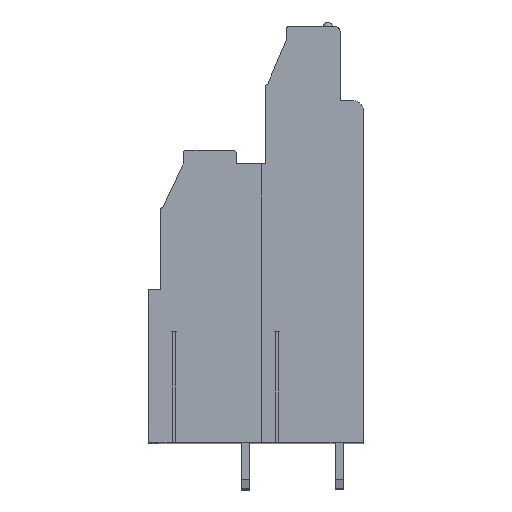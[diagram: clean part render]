
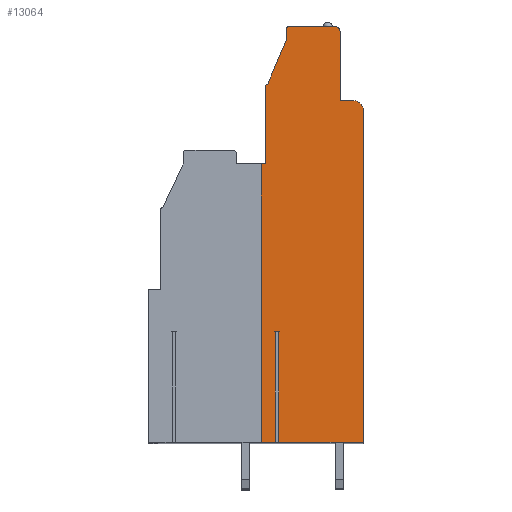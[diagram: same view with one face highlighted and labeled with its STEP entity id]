
A CAD part, top view. The second image highlights one B-rep face of the part: STEP entity #13064.
In plain terms, the highlighted planar face has unit normal (0, 0, 1).
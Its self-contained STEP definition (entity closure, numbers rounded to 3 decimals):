
#13=DIRECTION('',(1.,0.,0.));
#14=VECTOR('',#13,0.38);
#15=CARTESIAN_POINT('',(1.01,-18.05,68.58));
#16=LINE('',#15,#14);
#17=DIRECTION('',(0.,1.,0.));
#18=VECTOR('',#17,11.95);
#19=CARTESIAN_POINT('',(1.01,-30.,68.58));
#20=LINE('',#19,#18);
#21=DIRECTION('',(1.,0.,0.));
#22=VECTOR('',#21,1.51);
#23=CARTESIAN_POINT('',(-0.5,-30.,68.58));
#24=LINE('',#23,#22);
#25=DIRECTION('',(0.,1.,0.));
#26=VECTOR('',#25,30.);
#27=CARTESIAN_POINT('',(-0.5,-30.,68.58));
#28=LINE('',#27,#26);
#29=DIRECTION('',(-1.,0.,0.));
#30=VECTOR('',#29,0.5);
#31=CARTESIAN_POINT('',(0.,0.,68.58));
#32=LINE('',#31,#30);
#33=DIRECTION('',(0.,-1.,0.));
#34=VECTOR('',#33,8.4);
#35=CARTESIAN_POINT('',(0.,8.4,68.58));
#36=LINE('',#35,#34);
#37=CARTESIAN_POINT('',(0.2,8.4,68.58));
#38=DIRECTION('',(0.,0.,1.));
#39=DIRECTION('',(0.,1.,0.));
#40=AXIS2_PLACEMENT_3D('',#37,#38,#39);
#42=DIRECTION('',(-0.392,-0.92,0.));
#43=VECTOR('',#42,5.108);
#44=CARTESIAN_POINT('',(2.2,13.3,68.58));
#45=LINE('',#44,#43);
#46=DIRECTION('',(0.,-1.,0.));
#47=VECTOR('',#46,1.2);
#48=CARTESIAN_POINT('',(2.2,14.5,68.58));
#49=LINE('',#48,#47);
#50=CARTESIAN_POINT('',(2.5,14.5,68.58));
#51=DIRECTION('',(0.,0.,1.));
#52=DIRECTION('',(0.,1.,0.));
#53=AXIS2_PLACEMENT_3D('',#50,#51,#52);
#55=DIRECTION('',(-1.,0.,0.));
#56=VECTOR('',#55,5.);
#57=CARTESIAN_POINT('',(7.5,14.8,68.58));
#58=LINE('',#57,#56);
#59=CARTESIAN_POINT('',(7.5,14.3,68.58));
#60=DIRECTION('',(0.,0.,1.));
#61=DIRECTION('',(1.,0.,0.));
#62=AXIS2_PLACEMENT_3D('',#59,#60,#61);
#64=DIRECTION('',(0.,1.,0.));
#65=VECTOR('',#64,7.5);
#66=CARTESIAN_POINT('',(8.,6.8,68.58));
#67=LINE('',#66,#65);
#68=DIRECTION('',(-1.,0.,0.));
#69=VECTOR('',#68,1.5);
#70=CARTESIAN_POINT('',(9.5,6.8,68.58));
#71=LINE('',#70,#69);
#72=CARTESIAN_POINT('',(9.5,5.8,68.58));
#73=DIRECTION('',(0.,0.,1.));
#74=DIRECTION('',(1.,0.,0.));
#75=AXIS2_PLACEMENT_3D('',#72,#73,#74);
#77=DIRECTION('',(0.,1.,0.));
#78=VECTOR('',#77,35.8);
#79=CARTESIAN_POINT('',(10.5,-30.,68.58));
#80=LINE('',#79,#78);
#81=DIRECTION('',(1.,0.,0.));
#82=VECTOR('',#81,9.11);
#83=CARTESIAN_POINT('',(1.39,-30.,68.58));
#84=LINE('',#83,#82);
#85=DIRECTION('',(0.,1.,0.));
#86=VECTOR('',#85,11.95);
#87=CARTESIAN_POINT('',(1.39,-30.,68.58));
#88=LINE('',#87,#86);
#10035=CARTESIAN_POINT('',(10.5,-30.,68.58));
#10036=CARTESIAN_POINT('',(10.5,5.8,68.58));
#10037=VERTEX_POINT('',#10035);
#10038=VERTEX_POINT('',#10036);
#10039=CARTESIAN_POINT('',(9.5,6.8,68.58));
#10040=VERTEX_POINT('',#10039);
#10041=CARTESIAN_POINT('',(8.,6.8,68.58));
#10042=VERTEX_POINT('',#10041);
#10043=CARTESIAN_POINT('',(8.,14.3,68.58));
#10044=VERTEX_POINT('',#10043);
#10045=CARTESIAN_POINT('',(7.5,14.8,68.58));
#10046=VERTEX_POINT('',#10045);
#10047=CARTESIAN_POINT('',(2.5,14.8,68.58));
#10048=VERTEX_POINT('',#10047);
#10049=CARTESIAN_POINT('',(2.2,14.5,68.58));
#10050=VERTEX_POINT('',#10049);
#10051=CARTESIAN_POINT('',(2.2,13.3,68.58));
#10052=VERTEX_POINT('',#10051);
#10053=CARTESIAN_POINT('',(0.2,8.6,68.58));
#10054=VERTEX_POINT('',#10053);
#10055=CARTESIAN_POINT('',(0.,8.4,68.58));
#10056=VERTEX_POINT('',#10055);
#10057=CARTESIAN_POINT('',(0.,0.,68.58));
#10058=VERTEX_POINT('',#10057);
#10083=CARTESIAN_POINT('',(-0.5,-30.,68.58));
#10084=CARTESIAN_POINT('',(-0.5,0.,68.58));
#10085=VERTEX_POINT('',#10083);
#10086=VERTEX_POINT('',#10084);
#10167=CARTESIAN_POINT('',(1.01,-18.05,68.58));
#10168=CARTESIAN_POINT('',(1.39,-18.05,68.58));
#10169=VERTEX_POINT('',#10167);
#10170=VERTEX_POINT('',#10168);
#10171=CARTESIAN_POINT('',(1.01,-30.,68.58));
#10172=VERTEX_POINT('',#10171);
#10173=CARTESIAN_POINT('',(1.39,-30.,68.58));
#10174=VERTEX_POINT('',#10173);
#13021=CARTESIAN_POINT('',(0.,0.,68.58));
#13022=DIRECTION('',(0.,0.,1.));
#13023=DIRECTION('',(1.,0.,0.));
#13024=AXIS2_PLACEMENT_3D('',#13021,#13022,#13023);
#13025=PLANE('',#13024);
#13027=ORIENTED_EDGE('',*,*,#13026,.F.);
#13029=ORIENTED_EDGE('',*,*,#13028,.F.);
#13031=ORIENTED_EDGE('',*,*,#13030,.F.);
#13033=ORIENTED_EDGE('',*,*,#13032,.T.);
#13035=ORIENTED_EDGE('',*,*,#13034,.F.);
#13037=ORIENTED_EDGE('',*,*,#13036,.F.);
#13039=ORIENTED_EDGE('',*,*,#13038,.F.);
#13041=ORIENTED_EDGE('',*,*,#13040,.F.);
#13043=ORIENTED_EDGE('',*,*,#13042,.F.);
#13045=ORIENTED_EDGE('',*,*,#13044,.F.);
#13047=ORIENTED_EDGE('',*,*,#13046,.F.);
#13049=ORIENTED_EDGE('',*,*,#13048,.F.);
#13051=ORIENTED_EDGE('',*,*,#13050,.F.);
#13053=ORIENTED_EDGE('',*,*,#13052,.F.);
#13055=ORIENTED_EDGE('',*,*,#13054,.F.);
#13057=ORIENTED_EDGE('',*,*,#13056,.F.);
#13059=ORIENTED_EDGE('',*,*,#13058,.F.);
#13061=ORIENTED_EDGE('',*,*,#13060,.T.);
#13062=EDGE_LOOP('',(#13027,#13029,#13031,#13033,#13035,#13037,#13039,#13041,
#13043,#13045,#13047,#13049,#13051,#13053,#13055,#13057,#13059,#13061));
#13063=FACE_OUTER_BOUND('',#13062,.F.);
#41=CIRCLE('',#40,0.2);
#54=CIRCLE('',#53,0.3);
#63=CIRCLE('',#62,0.5);
#76=CIRCLE('',#75,1.);
#13026=EDGE_CURVE('',#10169,#10170,#16,.T.);
#13028=EDGE_CURVE('',#10172,#10169,#20,.T.);
#13030=EDGE_CURVE('',#10085,#10172,#24,.T.);
#13032=EDGE_CURVE('',#10085,#10086,#28,.T.);
#13034=EDGE_CURVE('',#10058,#10086,#32,.T.);
#13036=EDGE_CURVE('',#10056,#10058,#36,.T.);
#13038=EDGE_CURVE('',#10054,#10056,#41,.T.);
#13040=EDGE_CURVE('',#10052,#10054,#45,.T.);
#13042=EDGE_CURVE('',#10050,#10052,#49,.T.);
#13044=EDGE_CURVE('',#10048,#10050,#54,.T.);
#13046=EDGE_CURVE('',#10046,#10048,#58,.T.);
#13048=EDGE_CURVE('',#10044,#10046,#63,.T.);
#13050=EDGE_CURVE('',#10042,#10044,#67,.T.);
#13052=EDGE_CURVE('',#10040,#10042,#71,.T.);
#13054=EDGE_CURVE('',#10038,#10040,#76,.T.);
#13056=EDGE_CURVE('',#10037,#10038,#80,.T.);
#13058=EDGE_CURVE('',#10174,#10037,#84,.T.);
#13060=EDGE_CURVE('',#10174,#10170,#88,.T.);
#13064=ADVANCED_FACE('',(#13063),#13025,.T.);
